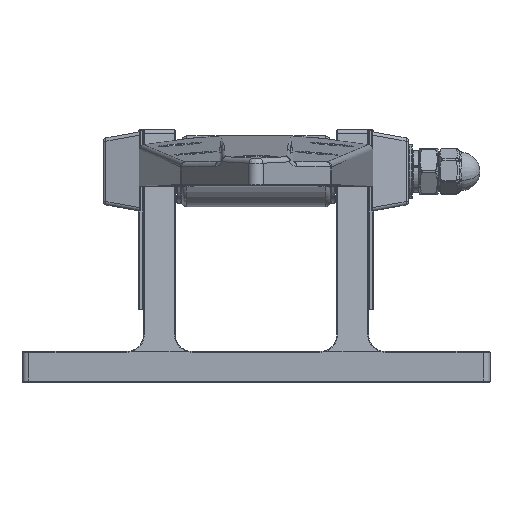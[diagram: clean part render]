
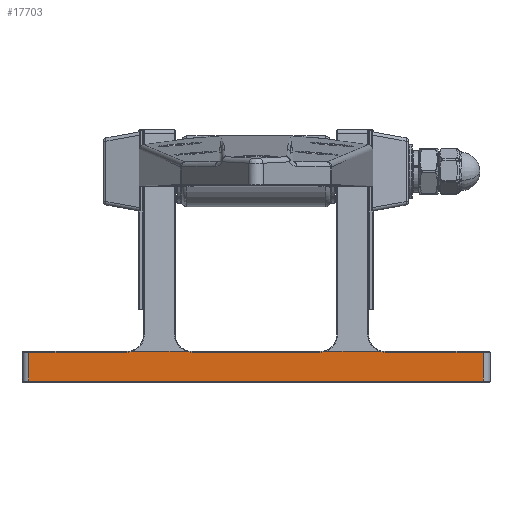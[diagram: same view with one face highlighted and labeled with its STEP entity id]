
A CAD part, top view. The second image highlights one B-rep face of the part: STEP entity #17703.
In plain terms, the highlighted planar face has unit normal (0, 0, 1).
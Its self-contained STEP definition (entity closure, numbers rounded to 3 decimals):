
#17689 = VERTEX_POINT ( 'NONE', #26741 ) ;
#17703 = ADVANCED_FACE ( 'NONE', ( #26727 ), #26720, .F. ) ;
#17704 = ORIENTED_EDGE ( 'NONE', *, *, #17740, .T. ) ;
#17706 = VERTEX_POINT ( 'NONE', #26723 ) ;
#17709 = EDGE_LOOP ( 'NONE', ( #17743, #17704, #17717, #17727, #17744, #17718, #17726, #17738, #17739, #17751, #17753, #17755 ) ) ;
#17712 = VERTEX_POINT ( 'NONE', #26721 ) ;
#17716 = VERTEX_POINT ( 'NONE', #26757 ) ;
#17717 = ORIENTED_EDGE ( 'NONE', *, *, #17737, .T. ) ;
#17718 = ORIENTED_EDGE ( 'NONE', *, *, #17735, .T. ) ;
#17719 = EDGE_CURVE ( 'NONE', #17689, #17706, #26771, .T. ) ;
#17720 = VERTEX_POINT ( 'NONE', #26762 ) ;
#17721 = EDGE_CURVE ( 'NONE', #17716, #17729, #26818, .T. ) ;
#17722 = VERTEX_POINT ( 'NONE', #26813 ) ;
#17723 = VERTEX_POINT ( 'NONE', #26815 ) ;
#17725 = EDGE_CURVE ( 'NONE', #17722, #17742, #26808, .T. ) ;
#17726 = ORIENTED_EDGE ( 'NONE', *, *, #17757, .T. ) ;
#17727 = ORIENTED_EDGE ( 'NONE', *, *, #17736, .T. ) ;
#17729 = VERTEX_POINT ( 'NONE', #26755 ) ;
#17730 = EDGE_CURVE ( 'NONE', #17741, #17712, #26801, .T. ) ;
#17735 = EDGE_CURVE ( 'NONE', #17741, #17723, #26795, .T. ) ;
#17736 = EDGE_CURVE ( 'NONE', #17745, #17712, #26794, .T. ) ;
#17737 = EDGE_CURVE ( 'NONE', #17720, #17745, #26845, .T. ) ;
#17738 = ORIENTED_EDGE ( 'NONE', *, *, #17721, .T. ) ;
#17739 = ORIENTED_EDGE ( 'NONE', *, *, #17748, .T. ) ;
#17740 = EDGE_CURVE ( 'NONE', #17689, #17720, #26835, .T. ) ;
#17741 = VERTEX_POINT ( 'NONE', #26832 ) ;
#17742 = VERTEX_POINT ( 'NONE', #26831 ) ;
#17743 = ORIENTED_EDGE ( 'NONE', *, *, #17719, .F. ) ;
#17744 = ORIENTED_EDGE ( 'NONE', *, *, #17730, .F. ) ;
#17745 = VERTEX_POINT ( 'NONE', #26787 ) ;
#17746 = EDGE_CURVE ( 'NONE', #17742, #17750, #26833, .T. ) ;
#17748 = EDGE_CURVE ( 'NONE', #17729, #17722, #26840, .T. ) ;
#17750 = VERTEX_POINT ( 'NONE', #26849 ) ;
#17751 = ORIENTED_EDGE ( 'NONE', *, *, #17725, .T. ) ;
#17752 = EDGE_CURVE ( 'NONE', #17750, #17706, #26876, .T. ) ;
#17753 = ORIENTED_EDGE ( 'NONE', *, *, #17746, .T. ) ;
#17755 = ORIENTED_EDGE ( 'NONE', *, *, #17752, .T. ) ;
#17757 = EDGE_CURVE ( 'NONE', #17723, #17716, #26868, .T. ) ;
#26720 = PLANE ( 'NONE',  #26726 ) ;
#26721 = CARTESIAN_POINT ( 'NONE',  ( -20.428, 9., 22.25 ) ) ;
#26723 = CARTESIAN_POINT ( 'NONE',  ( 36.972, 9., 22.25 ) ) ;
#26726 = AXIS2_PLACEMENT_3D ( 'NONE', #26743, #26732, #26783 ) ;
#26727 = FACE_OUTER_BOUND ( 'NONE', #17709, .T. ) ;
#26732 = DIRECTION ( 'NONE',  ( 0., 0., -1. ) ) ;
#26741 = CARTESIAN_POINT ( 'NONE',  ( 20.428, 9., 22.25 ) ) ;
#26743 = CARTESIAN_POINT ( 'NONE',  ( -69.5, 9., 22.25 ) ) ;
#26755 = CARTESIAN_POINT ( 'NONE',  ( -67.5, 0.2, 22.25 ) ) ;
#26757 = CARTESIAN_POINT ( 'NONE',  ( -67.5, 8.8, 22.25 ) ) ;
#26762 = CARTESIAN_POINT ( 'NONE',  ( 19., 8.8, 22.25 ) ) ;
#26770 = CARTESIAN_POINT ( 'NONE',  ( -70., 9., 22.25 ) ) ;
#26771 = LINE ( 'NONE', #26770, #26817 ) ;
#26783 = DIRECTION ( 'NONE',  ( -1., 0., 0. ) ) ;
#26787 = CARTESIAN_POINT ( 'NONE',  ( -19., 8.8, 22.25 ) ) ;
#26794 = CIRCLE ( 'NONE', #26843, 5.2 ) ;
#26795 = CIRCLE ( 'NONE', #26804, 5.2 ) ;
#26798 = DIRECTION ( 'NONE',  ( 1., 0., 0. ) ) ;
#26799 = VECTOR ( 'NONE', #26798, 1000. ) ;
#26800 = CARTESIAN_POINT ( 'NONE',  ( -70., 9., 22.25 ) ) ;
#26801 = LINE ( 'NONE', #26800, #26799 ) ;
#26803 = CARTESIAN_POINT ( 'NONE',  ( -19., 14., 22.25 ) ) ;
#26804 = AXIS2_PLACEMENT_3D ( 'NONE', #26809, #26848, #26847 ) ;
#26805 = DIRECTION ( 'NONE',  ( 0., 1., 0. ) ) ;
#26806 = VECTOR ( 'NONE', #26805, 1000. ) ;
#26807 = CARTESIAN_POINT ( 'NONE',  ( 67.5, 9., 22.25 ) ) ;
#26808 = LINE ( 'NONE', #26807, #26806 ) ;
#26809 = CARTESIAN_POINT ( 'NONE',  ( -38.4, 14., 22.25 ) ) ;
#26810 = DIRECTION ( 'NONE',  ( 0., -1., 0. ) ) ;
#26811 = VECTOR ( 'NONE', #26810, 1000. ) ;
#26812 = CARTESIAN_POINT ( 'NONE',  ( -67.5, 9., 22.25 ) ) ;
#26813 = CARTESIAN_POINT ( 'NONE',  ( 67.5, 0.2, 22.25 ) ) ;
#26815 = CARTESIAN_POINT ( 'NONE',  ( -38.4, 8.8, 22.25 ) ) ;
#26816 = DIRECTION ( 'NONE',  ( 1., 0., 0. ) ) ;
#26817 = VECTOR ( 'NONE', #26816, 1000. ) ;
#26818 = LINE ( 'NONE', #26812, #26811 ) ;
#26819 = DIRECTION ( 'NONE',  ( 1., 0., 0. ) ) ;
#26820 = CARTESIAN_POINT ( 'NONE',  ( 67.5, 0.2, 22.25 ) ) ;
#26821 = CARTESIAN_POINT ( 'NONE',  ( 38.4, 14., 22.25 ) ) ;
#26825 = DIRECTION ( 'NONE',  ( -1., 0., 0. ) ) ;
#26826 = VECTOR ( 'NONE', #26825, 1000. ) ;
#26827 = CARTESIAN_POINT ( 'NONE',  ( -69.5, 8.8, 22.25 ) ) ;
#26829 = DIRECTION ( 'NONE',  ( -1., 0., 0. ) ) ;
#26830 = DIRECTION ( 'NONE',  ( 0., 0., -1. ) ) ;
#26831 = CARTESIAN_POINT ( 'NONE',  ( 67.5, 8.8, 22.25 ) ) ;
#26832 = CARTESIAN_POINT ( 'NONE',  ( -36.972, 9., 22.25 ) ) ;
#26833 = LINE ( 'NONE', #26827, #26826 ) ;
#26835 = CIRCLE ( 'NONE', #26850, 5.2 ) ;
#26837 = DIRECTION ( 'NONE',  ( -1., 0., 0. ) ) ;
#26838 = VECTOR ( 'NONE', #26837, 1000. ) ;
#26840 = LINE ( 'NONE', #26820, #26881 ) ;
#26841 = DIRECTION ( 'NONE',  ( -1., 0., 0. ) ) ;
#26842 = DIRECTION ( 'NONE',  ( 0., 0., -1. ) ) ;
#26843 = AXIS2_PLACEMENT_3D ( 'NONE', #26803, #26842, #26841 ) ;
#26844 = CARTESIAN_POINT ( 'NONE',  ( -69.5, 8.8, 22.25 ) ) ;
#26845 = LINE ( 'NONE', #26844, #26838 ) ;
#26846 = CARTESIAN_POINT ( 'NONE',  ( 19., 14., 22.25 ) ) ;
#26847 = DIRECTION ( 'NONE',  ( -1., 0., 0. ) ) ;
#26848 = DIRECTION ( 'NONE',  ( 0., 0., -1. ) ) ;
#26849 = CARTESIAN_POINT ( 'NONE',  ( 38.4, 8.8, 22.25 ) ) ;
#26850 = AXIS2_PLACEMENT_3D ( 'NONE', #26846, #26830, #26829 ) ;
#26861 = DIRECTION ( 'NONE',  ( -1., 0., 0. ) ) ;
#26862 = VECTOR ( 'NONE', #26861, 1000. ) ;
#26867 = CARTESIAN_POINT ( 'NONE',  ( -69.5, 8.8, 22.25 ) ) ;
#26868 = LINE ( 'NONE', #26867, #26862 ) ;
#26873 = DIRECTION ( 'NONE',  ( -1., 0., 0. ) ) ;
#26874 = DIRECTION ( 'NONE',  ( 0., 0., -1. ) ) ;
#26875 = AXIS2_PLACEMENT_3D ( 'NONE', #26821, #26874, #26873 ) ;
#26876 = CIRCLE ( 'NONE', #26875, 5.2 ) ;
#26881 = VECTOR ( 'NONE', #26819, 1000. ) ;
